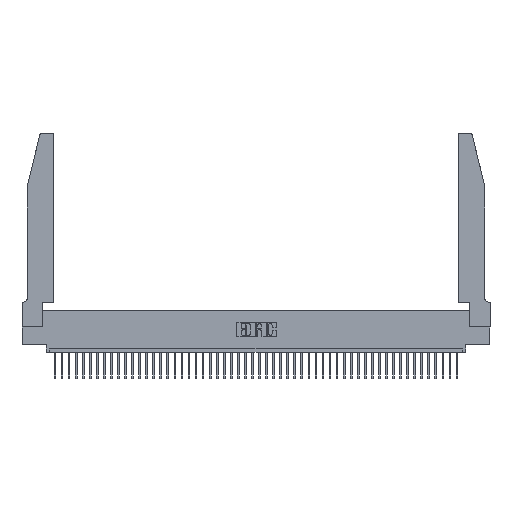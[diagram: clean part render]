
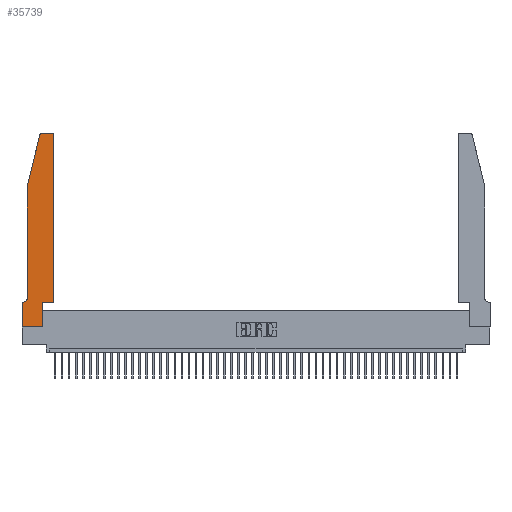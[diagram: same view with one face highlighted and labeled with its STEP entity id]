
A CAD part, top view. The second image highlights one B-rep face of the part: STEP entity #35739.
In plain terms, the highlighted planar face has unit normal (0, 0, 1).
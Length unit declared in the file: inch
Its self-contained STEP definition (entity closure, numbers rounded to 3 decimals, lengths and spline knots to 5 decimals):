
#470 = CARTESIAN_POINT ( 'NONE',  ( 0., 0.35, 0.37 ) ) ;
#624 = DIRECTION ( 'NONE',  ( 1., 0., 0. ) ) ;
#725 = ORIENTED_EDGE ( 'NONE', *, *, #7918, .T. ) ;
#982 = ORIENTED_EDGE ( 'NONE', *, *, #1391, .T. ) ;
#1058 = VERTEX_POINT ( 'NONE', #25579 ) ;
#1389 = DIRECTION ( 'NONE',  ( 1., 0., 0. ) ) ;
#1391 = EDGE_CURVE ( 'NONE', #5611, #18979, #39181, .T. ) ;
#1670 = ORIENTED_EDGE ( 'NONE', *, *, #7899, .T. ) ;
#1757 = CARTESIAN_POINT ( 'NONE',  ( 0.0755, 2., 0.37 ) ) ;
#2458 = LINE ( 'NONE', #31910, #6870 ) ;
#2827 = EDGE_LOOP ( 'NONE', ( #725, #15625, #982, #35244, #35464, #34309, #1670, #3170, #35309, #35515, #39694, #21673 ) ) ;
#3170 = ORIENTED_EDGE ( 'NONE', *, *, #3881, .T. ) ;
#3322 = CARTESIAN_POINT ( 'NONE',  ( 0.25487, 2.72718, 0.37 ) ) ;
#3850 = VECTOR ( 'NONE', #39402, 39.37008 ) ;
#3881 = EDGE_CURVE ( 'NONE', #9434, #31111, #2458, .T. ) ;
#4886 = VERTEX_POINT ( 'NONE', #27948 ) ;
#5126 = LINE ( 'NONE', #20297, #22459 ) ;
#5611 = VERTEX_POINT ( 'NONE', #3322 ) ;
#6034 = LINE ( 'NONE', #16515, #27952 ) ;
#6492 = VECTOR ( 'NONE', #37329, 39.37008 ) ;
#6672 = VECTOR ( 'NONE', #1389, 39.37008 ) ;
#6870 = VECTOR ( 'NONE', #45938, 39.37008 ) ;
#7899 = EDGE_CURVE ( 'NONE', #24910, #9434, #6034, .T. ) ;
#7918 = EDGE_CURVE ( 'NONE', #45219, #21146, #32907, .T. ) ;
#9237 = EDGE_CURVE ( 'NONE', #18979, #1058, #15972, .T. ) ;
#9434 = VERTEX_POINT ( 'NONE', #25517 ) ;
#10046 = VERTEX_POINT ( 'NONE', #21153 ) ;
#10341 = VERTEX_POINT ( 'NONE', #26316 ) ;
#10370 = CIRCLE ( 'NONE', #14700, 0.03 ) ;
#10631 = CARTESIAN_POINT ( 'NONE',  ( 0.0055, 0.42, 0.37 ) ) ;
#11256 = EDGE_CURVE ( 'NONE', #13229, #10341, #19805, .T. ) ;
#11721 = CIRCLE ( 'NONE', #41531, 0.03 ) ;
#11765 = CARTESIAN_POINT ( 'NONE',  ( 0.284, 2.75, 0.37 ) ) ;
#11889 = VECTOR ( 'NONE', #23713, 39.37008 ) ;
#13229 = VERTEX_POINT ( 'NONE', #24425 ) ;
#13489 = DIRECTION ( 'NONE',  ( 0., 1., 0. ) ) ;
#14234 = CARTESIAN_POINT ( 'NONE',  ( 0.0755, 0.35, 0.37 ) ) ;
#14623 = DIRECTION ( 'NONE',  ( -1., 0., 0. ) ) ;
#14700 = AXIS2_PLACEMENT_3D ( 'NONE', #25877, #43788, #21968 ) ;
#15625 = ORIENTED_EDGE ( 'NONE', *, *, #32668, .T. ) ;
#15972 = LINE ( 'NONE', #26628, #6492 ) ;
#16076 = DIRECTION ( 'NONE',  ( -0.239, -0.971, 0. ) ) ;
#16162 = EDGE_CURVE ( 'NONE', #10341, #45219, #10370, .T. ) ;
#16515 = CARTESIAN_POINT ( 'NONE',  ( 0., 0., 0.37 ) ) ;
#18979 = VERTEX_POINT ( 'NONE', #45808 ) ;
#19423 = DIRECTION ( 'NONE',  ( 0., 0., -1. ) ) ;
#19805 = LINE ( 'NONE', #20719, #11889 ) ;
#20102 = CARTESIAN_POINT ( 'NONE',  ( 0.4205, 2.75, 0.37 ) ) ;
#20297 = CARTESIAN_POINT ( 'NONE',  ( 0.2865, 0.35, 0.37 ) ) ;
#20719 = CARTESIAN_POINT ( 'NONE',  ( 0.4505, 0.35, 0.37 ) ) ;
#21146 = VERTEX_POINT ( 'NONE', #11765 ) ;
#21153 = CARTESIAN_POINT ( 'NONE',  ( 0.0055, 0.35, 0.37 ) ) ;
#21673 = ORIENTED_EDGE ( 'NONE', *, *, #16162, .T. ) ;
#21968 = DIRECTION ( 'NONE',  ( 1., 0., 0. ) ) ;
#22016 = DIRECTION ( 'NONE',  ( 0., 0., 1. ) ) ;
#22459 = VECTOR ( 'NONE', #13489, 39.37008 ) ;
#23479 = EDGE_CURVE ( 'NONE', #1058, #10046, #26234, .T. ) ;
#23713 = DIRECTION ( 'NONE',  ( 0., 1., 0. ) ) ;
#24425 = CARTESIAN_POINT ( 'NONE',  ( 0.4505, 0.35, 0.37 ) ) ;
#24524 = VECTOR ( 'NONE', #16076, 39.37008 ) ;
#24529 = EDGE_CURVE ( 'NONE', #31111, #4886, #5126, .T. ) ;
#24590 = LINE ( 'NONE', #14234, #3850 ) ;
#24910 = VERTEX_POINT ( 'NONE', #36346 ) ;
#25517 = CARTESIAN_POINT ( 'NONE',  ( 0., 0., 0.37 ) ) ;
#25579 = CARTESIAN_POINT ( 'NONE',  ( 0.0755, 0.42, 0.37 ) ) ;
#25877 = CARTESIAN_POINT ( 'NONE',  ( 0.4205, 2.72, 0.37 ) ) ;
#26234 = CIRCLE ( 'NONE', #32210, 0.07 ) ;
#26316 = CARTESIAN_POINT ( 'NONE',  ( 0.4505, 2.72, 0.37 ) ) ;
#26628 = CARTESIAN_POINT ( 'NONE',  ( 0.0755, 2., 0.37 ) ) ;
#26754 = VECTOR ( 'NONE', #30809, 39.37008 ) ;
#26829 = EDGE_CURVE ( 'NONE', #10046, #24910, #24590, .T. ) ;
#27739 = FACE_OUTER_BOUND ( 'NONE', #2827, .T. ) ;
#27948 = CARTESIAN_POINT ( 'NONE',  ( 0.2865, 0.35, 0.37 ) ) ;
#27952 = VECTOR ( 'NONE', #34725, 39.37008 ) ;
#29516 = PLANE ( 'NONE',  #36100 ) ;
#29568 = DIRECTION ( 'NONE',  ( 0., 0., 1. ) ) ;
#30205 = LINE ( 'NONE', #36913, #6672 ) ;
#30809 = DIRECTION ( 'NONE',  ( -1., 0., 0. ) ) ;
#31111 = VERTEX_POINT ( 'NONE', #34460 ) ;
#31910 = CARTESIAN_POINT ( 'NONE',  ( 0., 0., 0.37 ) ) ;
#32210 = AXIS2_PLACEMENT_3D ( 'NONE', #10631, #19423, #14623 ) ;
#32668 = EDGE_CURVE ( 'NONE', #21146, #5611, #11721, .T. ) ;
#32907 = LINE ( 'NONE', #38361, #26754 ) ;
#33265 = EDGE_CURVE ( 'NONE', #4886, #13229, #30205, .T. ) ;
#34309 = ORIENTED_EDGE ( 'NONE', *, *, #26829, .T. ) ;
#34460 = CARTESIAN_POINT ( 'NONE',  ( 0.2865, 0., 0.37 ) ) ;
#34725 = DIRECTION ( 'NONE',  ( 0., -1., 0. ) ) ;
#35244 = ORIENTED_EDGE ( 'NONE', *, *, #9237, .T. ) ;
#35309 = ORIENTED_EDGE ( 'NONE', *, *, #24529, .T. ) ;
#35464 = ORIENTED_EDGE ( 'NONE', *, *, #23479, .T. ) ;
#35515 = ORIENTED_EDGE ( 'NONE', *, *, #33265, .T. ) ;
#35739 = ADVANCED_FACE ( 'NONE', ( #27739 ), #29516, .T. ) ;
#36100 = AXIS2_PLACEMENT_3D ( 'NONE', #470, #22016, #624 ) ;
#36346 = CARTESIAN_POINT ( 'NONE',  ( 0., 0.35, 0.37 ) ) ;
#36913 = CARTESIAN_POINT ( 'NONE',  ( 0.4505, 0.35, 0.37 ) ) ;
#37329 = DIRECTION ( 'NONE',  ( 0., -1., 0. ) ) ;
#38361 = CARTESIAN_POINT ( 'NONE',  ( 0.2605, 2.75, 0.37 ) ) ;
#39181 = LINE ( 'NONE', #1757, #24524 ) ;
#39402 = DIRECTION ( 'NONE',  ( -1., 0., 0. ) ) ;
#39694 = ORIENTED_EDGE ( 'NONE', *, *, #11256, .T. ) ;
#40303 = CARTESIAN_POINT ( 'NONE',  ( 0.284, 2.72, 0.37 ) ) ;
#40478 = DIRECTION ( 'NONE',  ( 1., 0., 0. ) ) ;
#41531 = AXIS2_PLACEMENT_3D ( 'NONE', #40303, #29568, #40478 ) ;
#43788 = DIRECTION ( 'NONE',  ( 0., 0., 1. ) ) ;
#45219 = VERTEX_POINT ( 'NONE', #20102 ) ;
#45808 = CARTESIAN_POINT ( 'NONE',  ( 0.0755, 2., 0.37 ) ) ;
#45938 = DIRECTION ( 'NONE',  ( 1., 0., 0. ) ) ;
